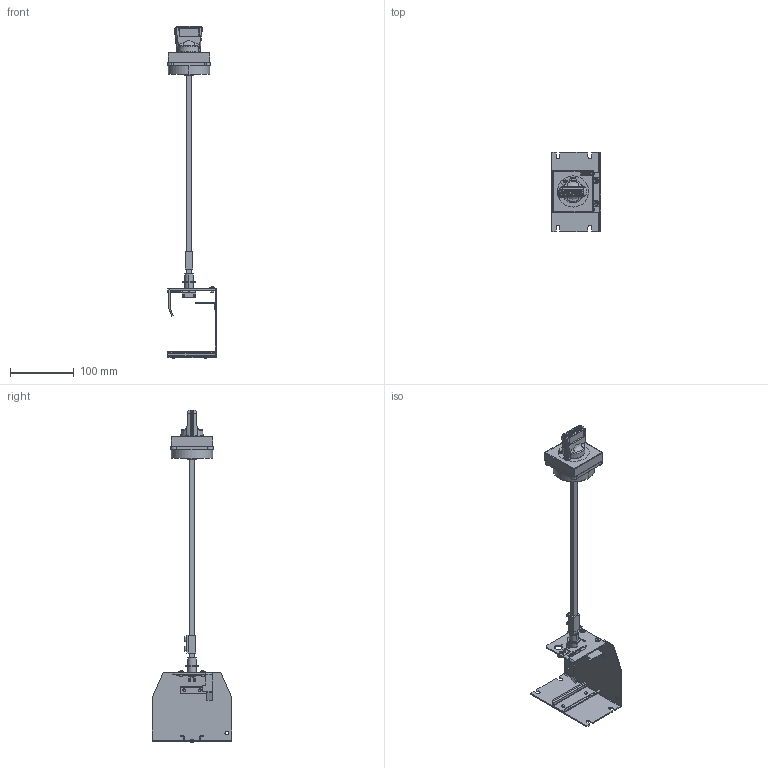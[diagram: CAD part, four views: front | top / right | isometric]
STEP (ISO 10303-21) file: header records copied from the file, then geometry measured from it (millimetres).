
FILE_DESCRIPTION(('STEP AP214'),'1');
FILE_NAME('cctmp_D9C23F09-87D3-4F34-BC9C-195FE7986E89_2024_04_17_08_40_03_0470..stp','2024-04-17T06:40:04',('SIEMENS A&D'),('CADClick - www.CADClick.com'),'Spatial InterOp 3D postprocessed',' ','unknown authorization');
FILE_SCHEMA(('AUTOMOTIVE_DESIGN'));
Length unit declared in the file: millimetre
Products named in the file (1): 1
Bounding box: 77.5 x 125 x 520.69 mm (x, y, z)
Volume: 218677.1 mm3; surface area: 106778.6 mm2
Topology: 3 solids, 5 shells, 1104 faces, 2995 edges, 1943 vertices
Faces by surface type: plane 612, cylinder 309, bspline 77, cone 73, torus 24, extrusion 5, sphere 4
Entity records: 51610 total; most frequent: CARTESIAN_POINT 14747, ORIENTED_EDGE 5966, DIRECTION 5416, EDGE_CURVE 2983, STYLED_ITEM 2600, PRESENTATION_STYLE_ASSIGNMENT 2600, VERTEX_POINT 1943, VECTOR 1806
